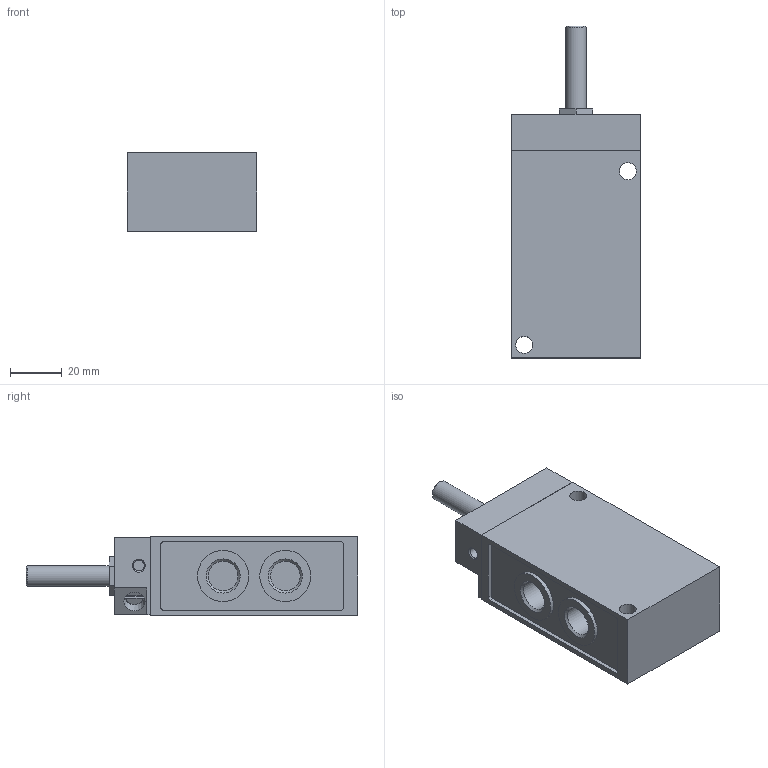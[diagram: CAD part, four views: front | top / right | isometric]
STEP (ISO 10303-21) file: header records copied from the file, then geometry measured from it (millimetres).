
FILE_DESCRIPTION(/* description */ ('STEP AP214'),/* implementation_level */ '2;1');
FILE_NAME(/* name */ '10349_MFH-5-1_4-S',/* time_stamp */ '2024-09-05T09:45:19+02:00',/* author */ ('License CC BY-ND 4.0'),/* organization */ ('CADENAS'),/* preprocessor_version */ 'ST-DEVELOPER v19.3',/* originating_system */ 'PARTsolutions',/* authorisation */ ' ');
FILE_SCHEMA (('AP242_MANAGED_MODEL_BASED_3D_ENGINEERING_MIM_LF { 1 0 10303 442 3 1 4 }','AUTOMOTIVE_DESIGN {1 0 10303 214 3 1 1}'));
Length unit declared in the file: millimetre
Products named in the file (1): 10349 MFH-5-1/4-S
Bounding box: 50 x 128 x 30.4 mm (x, y, z)
Volume: 130852.4 mm3; surface area: 23938.6 mm2
Topology: 1 solids, 1 shells, 163 faces, 391 edges, 252 vertices
Faces by surface type: plane 84, cylinder 53, cone 24, torus 2
Full cylindrical faces by diameter (mm): 4.134 x2, 6.5 x2, 7 x2, 7.4 x2, 8 x1, 11.445 x5, 19.735 x4
Entity records: 4631 total; most frequent: CARTESIAN_POINT 972, DIRECTION 731, ORIENTED_EDGE 712, EDGE_CURVE 356, AXIS2_PLACEMENT_3D 275, VERTEX_POINT 248, FACE_BOUND 220, EDGE_LOOP 219
